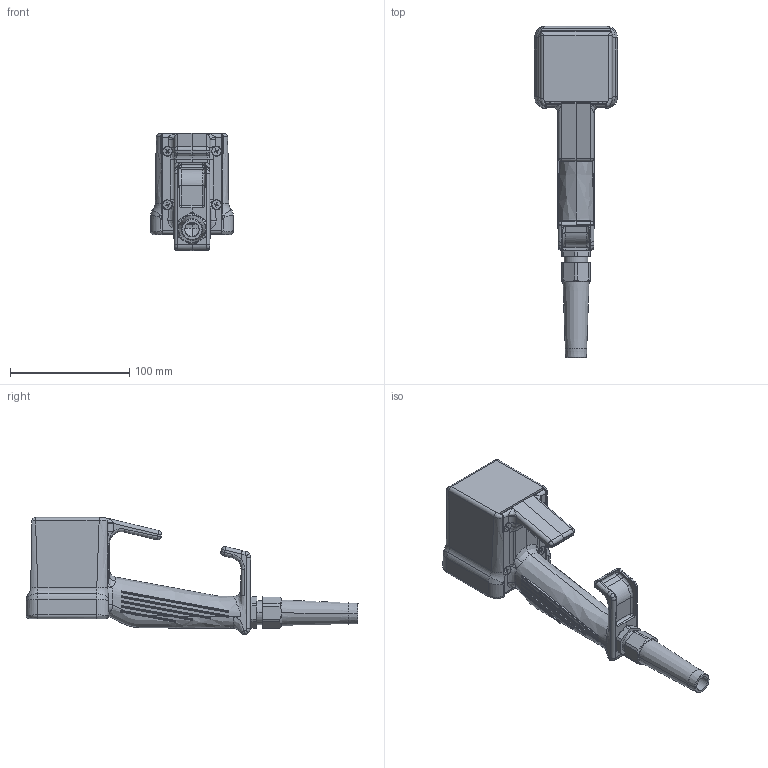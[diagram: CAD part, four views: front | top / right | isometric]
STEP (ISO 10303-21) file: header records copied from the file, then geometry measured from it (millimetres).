
FILE_DESCRIPTION (( 'STEP AP214' ), '1' );
FILE_NAME ('29400200.STEP', '2012-04-27T07:09:58', ( ' ' ), ( '' ), 'SwSTEP 2.0', 'SolidWorks 2011', '' );
FILE_SCHEMA (( 'AUTOMOTIVE_DESIGN' ));
Length unit declared in the file: millimetre
Products named in the file (10): 08100120; 82183; 93253; 95097; 82064; 93268_EJOT Delta PT Schraube H 30x8 WN5411; 82067_Eingebaut; 21332_Default; 21333; 29400200
Assembly tree (15 placements, depth 2):
  29400200
    93253  x4
    21332_Default
    93268_EJOT Delta PT Schraube H 30x8 WN5411  x4
    82064
    82183
    21333
    08100120
    82067_Eingebaut
    95097
Bounding box: 69.89 x 278.92 x 98.63 mm (x, y, z)
Volume: 221736.6 mm3; surface area: 115112 mm2
Topology: 15 solids, 15 shells, 979 faces, 2466 edges, 1532 vertices
Faces by surface type: cylinder 346, plane 343, bspline 149, cone 112, sphere 22, torus 7
Entity records: 38442 total; most frequent: CARTESIAN_POINT 19835, ORIENTED_EDGE 4144, DIRECTION 3370, EDGE_CURVE 2072, VERTEX_POINT 1290, AXIS2_PLACEMENT_3D 1253, EDGE_LOOP 894, VECTOR 864
